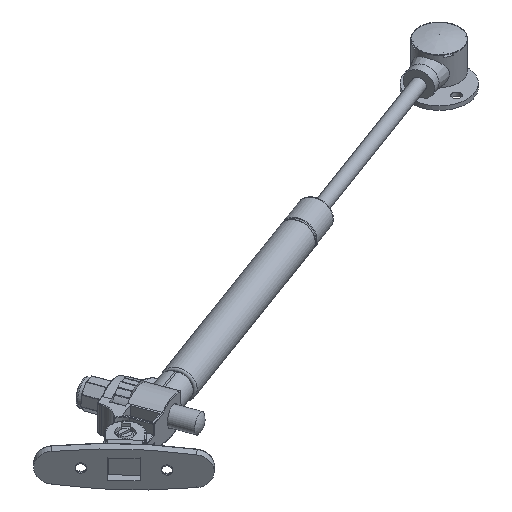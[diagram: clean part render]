
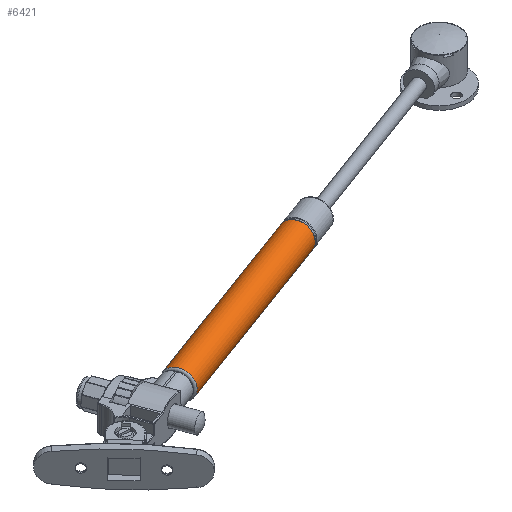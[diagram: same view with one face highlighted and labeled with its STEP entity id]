
A CAD part, isometric view. The second image highlights one B-rep face of the part: STEP entity #6421.
In plain terms, the highlighted cylindrical face has radius 7.5 mm (diameter 15 mm), a full revolution.
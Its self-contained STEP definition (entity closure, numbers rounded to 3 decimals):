
#686=LINE('',#11142,#1139);
#1139=VECTOR('',#8341,7.5);
#1549=CYLINDRICAL_SURFACE('',#7132,7.5);
#1784=FACE_OUTER_BOUND('',#2167,.T.);
#2167=EDGE_LOOP('',(#5040,#5041,#5042,#5043,#5044,#5045));
#2559=CIRCLE('',#7128,7.5);
#2560=CIRCLE('',#7129,7.5);
#2563=CIRCLE('',#7133,7.5);
#2564=CIRCLE('',#7134,7.5);
#3032=VERTEX_POINT('',#11133);
#3033=VERTEX_POINT('',#11134);
#3035=VERTEX_POINT('',#11141);
#3036=VERTEX_POINT('',#11143);
#3766=EDGE_CURVE('',#3032,#3033,#2559,.T.);
#3767=EDGE_CURVE('',#3033,#3032,#2560,.T.);
#3770=EDGE_CURVE('',#3033,#3035,#686,.T.);
#3771=EDGE_CURVE('',#3036,#3035,#2563,.T.);
#3772=EDGE_CURVE('',#3035,#3036,#2564,.T.);
#5040=ORIENTED_EDGE('',*,*,#3766,.F.);
#5041=ORIENTED_EDGE('',*,*,#3767,.F.);
#5042=ORIENTED_EDGE('',*,*,#3770,.T.);
#5043=ORIENTED_EDGE('',*,*,#3771,.F.);
#5044=ORIENTED_EDGE('',*,*,#3772,.F.);
#5045=ORIENTED_EDGE('',*,*,#3770,.F.);
#6421=ADVANCED_FACE('',(#1784),#1549,.T.);
#7128=AXIS2_PLACEMENT_3D('',#11135,#8331,#8332);
#7129=AXIS2_PLACEMENT_3D('',#11136,#8333,#8334);
#7132=AXIS2_PLACEMENT_3D('',#11140,#8339,#8340);
#7133=AXIS2_PLACEMENT_3D('',#11144,#8342,#8343);
#7134=AXIS2_PLACEMENT_3D('',#11145,#8344,#8345);
#8331=DIRECTION('center_axis',(0.,1.,0.));
#8332=DIRECTION('ref_axis',(0.,0.,1.));
#8333=DIRECTION('center_axis',(0.,1.,0.));
#8334=DIRECTION('ref_axis',(0.,0.,1.));
#8339=DIRECTION('center_axis',(0.,1.,0.));
#8340=DIRECTION('ref_axis',(1.,0.,0.));
#8341=DIRECTION('',(0.,-1.,0.));
#8342=DIRECTION('center_axis',(0.,-1.,0.));
#8343=DIRECTION('ref_axis',(1.,0.,0.));
#8344=DIRECTION('center_axis',(0.,-1.,0.));
#8345=DIRECTION('ref_axis',(1.,0.,0.));
#11133=CARTESIAN_POINT('',(0.,105.258,7.5));
#11134=CARTESIAN_POINT('',(-7.5,105.258,0.));
#11135=CARTESIAN_POINT('Origin',(0.,105.258,0.));
#11136=CARTESIAN_POINT('Origin',(0.,105.258,0.));
#11140=CARTESIAN_POINT('Origin',(0.,0.,0.));
#11141=CARTESIAN_POINT('',(-7.5,1.,0.));
#11142=CARTESIAN_POINT('',(-7.5,0.,0.));
#11143=CARTESIAN_POINT('',(0.,1.,7.5));
#11144=CARTESIAN_POINT('Origin',(0.,1.,0.));
#11145=CARTESIAN_POINT('Origin',(0.,1.,0.));
